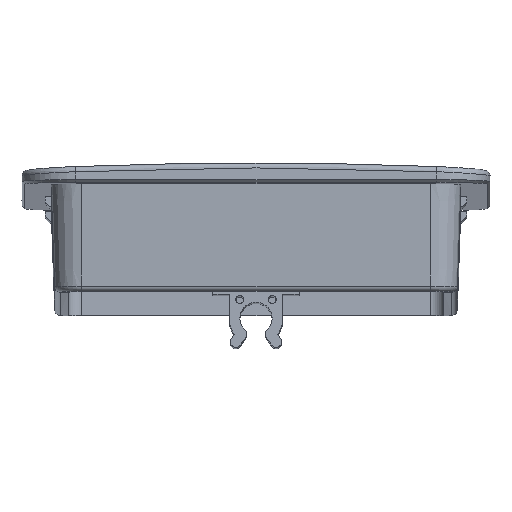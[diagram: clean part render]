
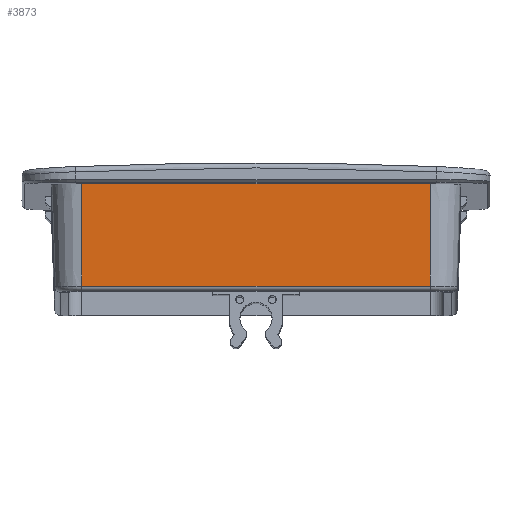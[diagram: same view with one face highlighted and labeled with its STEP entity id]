
A CAD part, front view. The second image highlights one B-rep face of the part: STEP entity #3873.
In plain terms, the highlighted planar face has unit normal (0, -1, 0).
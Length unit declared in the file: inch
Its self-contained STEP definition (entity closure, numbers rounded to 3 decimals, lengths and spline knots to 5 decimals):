
#365 = CARTESIAN_POINT ( 'NONE',  ( 1.33899, -2.38931, 0.68946 ) ) ;
#590 = VECTOR ( 'NONE', #928, 39.37008 ) ;
#629 = FACE_OUTER_BOUND ( 'NONE', #5076, .T. ) ;
#928 = DIRECTION ( 'NONE',  ( 0., 0., -1. ) ) ;
#1628 = DIRECTION ( 'NONE',  ( 0., 0., -1. ) ) ;
#1952 = ORIENTED_EDGE ( 'NONE', *, *, #6554, .F. ) ;
#2315 = CARTESIAN_POINT ( 'NONE',  ( 2.64905, -2.38931, -0.09843 ) ) ;
#2759 = VERTEX_POINT ( 'NONE', #365 ) ;
#3028 = VECTOR ( 'NONE', #8582, 39.37008 ) ;
#3253 = EDGE_CURVE ( 'NONE', #2759, #5299, #7128, .T. ) ;
#3578 = CARTESIAN_POINT ( 'NONE',  ( -1.21219, -2.38931, -0.06041 ) ) ;
#3719 = LINE ( 'NONE', #4606, #6966 ) ;
#3873 = ADVANCED_FACE ( 'NONE', ( #629 ), #7670, .T. ) ;
#3943 = DIRECTION ( 'NONE',  ( 0., -1., 0. ) ) ;
#4104 = CARTESIAN_POINT ( 'NONE',  ( -1.21219, -2.38931, 0.68946 ) ) ;
#4366 = DIRECTION ( 'NONE',  ( 0., 0., 1. ) ) ;
#4405 = EDGE_CURVE ( 'NONE', #4807, #2759, #8845, .T. ) ;
#4606 = CARTESIAN_POINT ( 'NONE',  ( 1.47659, -2.38931, -0.06041 ) ) ;
#4661 = LINE ( 'NONE', #6285, #590 ) ;
#4807 = VERTEX_POINT ( 'NONE', #9725 ) ;
#5076 = EDGE_LOOP ( 'NONE', ( #9724, #7946, #9065, #1952 ) ) ;
#5299 = VERTEX_POINT ( 'NONE', #4104 ) ;
#6285 = CARTESIAN_POINT ( 'NONE',  ( -1.21219, -2.38931, -0.09843 ) ) ;
#6554 = EDGE_CURVE ( 'NONE', #4807, #7438, #3719, .T. ) ;
#6778 = VECTOR ( 'NONE', #4366, 39.37008 ) ;
#6966 = VECTOR ( 'NONE', #8490, 39.37008 ) ;
#7128 = LINE ( 'NONE', #9402, #3028 ) ;
#7143 = AXIS2_PLACEMENT_3D ( 'NONE', #2315, #3943, #1628 ) ;
#7438 = VERTEX_POINT ( 'NONE', #3578 ) ;
#7637 = EDGE_CURVE ( 'NONE', #5299, #7438, #4661, .T. ) ;
#7670 = PLANE ( 'NONE',  #7143 ) ;
#7946 = ORIENTED_EDGE ( 'NONE', *, *, #3253, .T. ) ;
#8490 = DIRECTION ( 'NONE',  ( -1., 0., 0. ) ) ;
#8582 = DIRECTION ( 'NONE',  ( -1., 0., 0. ) ) ;
#8845 = LINE ( 'NONE', #9672, #6778 ) ;
#9065 = ORIENTED_EDGE ( 'NONE', *, *, #7637, .T. ) ;
#9402 = CARTESIAN_POINT ( 'NONE',  ( 2.64905, -2.38931, 0.68946 ) ) ;
#9672 = CARTESIAN_POINT ( 'NONE',  ( 1.33899, -2.38931, -0.09843 ) ) ;
#9724 = ORIENTED_EDGE ( 'NONE', *, *, #4405, .T. ) ;
#9725 = CARTESIAN_POINT ( 'NONE',  ( 1.33899, -2.38931, -0.06041 ) ) ;
